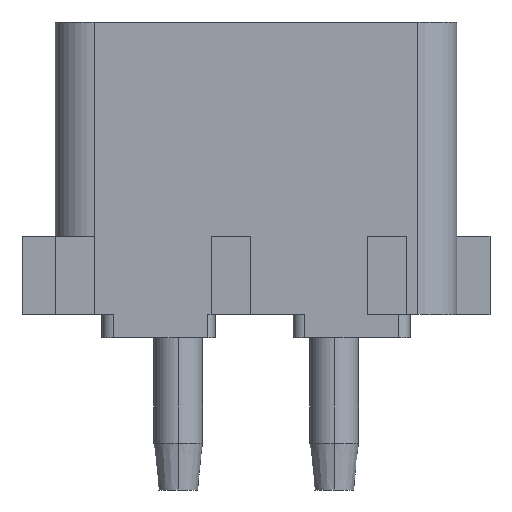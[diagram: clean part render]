
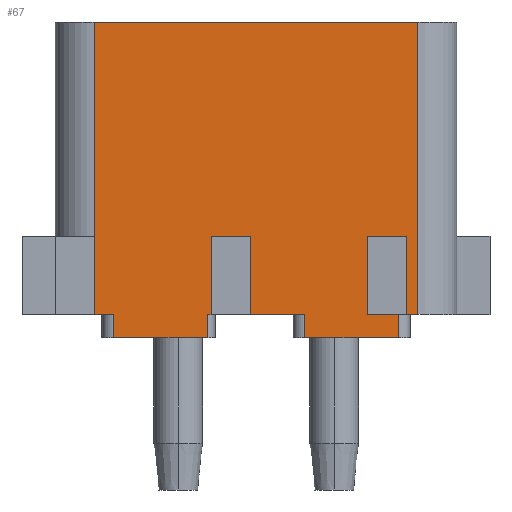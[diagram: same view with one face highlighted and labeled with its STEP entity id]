
A CAD part, front view. The second image highlights one B-rep face of the part: STEP entity #67.
In plain terms, the highlighted planar face has unit normal (0, -1, 0).
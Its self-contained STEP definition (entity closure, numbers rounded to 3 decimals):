
#67=ADVANCED_FACE('',(#231),#232,.T.);
#231=FACE_OUTER_BOUND('',#522,.T.);
#232=PLANE('',#523);
#522=EDGE_LOOP('',(#1118,#1119,#1120,#1121,#1122,#1123,#1124,#1125,#1126,#1127,#1128,#1129,#1130,#1131,#1132,#1133,#1134,#1135,#1136,#1137,#1138));
#523=AXIS2_PLACEMENT_3D('',#1139,#1140,#1141);
#1118=ORIENTED_EDGE('',*,*,#2154,.F.);
#1119=ORIENTED_EDGE('',*,*,#2106,.T.);
#1120=ORIENTED_EDGE('',*,*,#2155,.T.);
#1121=ORIENTED_EDGE('',*,*,#2129,.F.);
#1122=ORIENTED_EDGE('',*,*,#2156,.F.);
#1123=ORIENTED_EDGE('',*,*,#2065,.T.);
#1124=ORIENTED_EDGE('',*,*,#2090,.T.);
#1125=ORIENTED_EDGE('',*,*,#2153,.T.);
#1126=ORIENTED_EDGE('',*,*,#2145,.F.);
#1127=ORIENTED_EDGE('',*,*,#2157,.T.);
#1128=ORIENTED_EDGE('',*,*,#2158,.F.);
#1129=ORIENTED_EDGE('',*,*,#2159,.F.);
#1130=ORIENTED_EDGE('',*,*,#2141,.F.);
#1131=ORIENTED_EDGE('',*,*,#2160,.F.);
#1132=ORIENTED_EDGE('',*,*,#2102,.T.);
#1133=ORIENTED_EDGE('',*,*,#2161,.T.);
#1134=ORIENTED_EDGE('',*,*,#2137,.F.);
#1135=ORIENTED_EDGE('',*,*,#2162,.T.);
#1136=ORIENTED_EDGE('',*,*,#2163,.F.);
#1137=ORIENTED_EDGE('',*,*,#2164,.F.);
#1138=ORIENTED_EDGE('',*,*,#2133,.F.);
#1139=CARTESIAN_POINT('',(-5.271,-4.191,0.0));
#1140=DIRECTION('',(0.0,-1.0,0.0));
#1141=DIRECTION('',(0.0,0.0,-1.0));
#2065=EDGE_CURVE('',#2461,#2459,#2462,.T.);
#2090=EDGE_CURVE('',#2459,#2508,#2509,.T.);
#2102=EDGE_CURVE('',#2525,#2529,#2531,.T.);
#2106=EDGE_CURVE('',#2533,#2537,#2539,.T.);
#2129=EDGE_CURVE('',#2575,#2577,#2578,.T.);
#2133=EDGE_CURVE('',#2583,#2585,#2586,.T.);
#2137=EDGE_CURVE('',#2589,#2591,#2592,.T.);
#2141=EDGE_CURVE('',#2597,#2599,#2600,.T.);
#2145=EDGE_CURVE('',#2603,#2605,#2606,.T.);
#2153=EDGE_CURVE('',#2508,#2605,#2619,.T.);
#2154=EDGE_CURVE('',#2533,#2583,#2620,.T.);
#2155=EDGE_CURVE('',#2537,#2577,#2621,.T.);
#2156=EDGE_CURVE('',#2461,#2575,#2622,.T.);
#2157=EDGE_CURVE('',#2603,#2623,#2624,.T.);
#2158=EDGE_CURVE('',#2625,#2623,#2626,.T.);
#2159=EDGE_CURVE('',#2599,#2625,#2627,.T.);
#2160=EDGE_CURVE('',#2525,#2597,#2628,.T.);
#2161=EDGE_CURVE('',#2529,#2591,#2629,.T.);
#2162=EDGE_CURVE('',#2589,#2630,#2631,.T.);
#2163=EDGE_CURVE('',#2632,#2630,#2633,.T.);
#2164=EDGE_CURVE('',#2585,#2632,#2634,.T.);
#2459=VERTEX_POINT('',#3074);
#2461=VERTEX_POINT('',#3076);
#2462=LINE('',#3077,#3078);
#2508=VERTEX_POINT('',#3144);
#2509=LINE('',#3145,#3146);
#2525=VERTEX_POINT('',#3169);
#2529=VERTEX_POINT('',#3175);
#2531=LINE('',#3178,#3179);
#2533=VERTEX_POINT('',#3181);
#2537=VERTEX_POINT('',#3187);
#2539=LINE('',#3190,#3191);
#2575=VERTEX_POINT('',#3243);
#2577=VERTEX_POINT('',#3245);
#2578=LINE('',#3246,#3247);
#2583=VERTEX_POINT('',#3254);
#2585=VERTEX_POINT('',#3257);
#2586=LINE('',#3258,#3259);
#2589=VERTEX_POINT('',#3263);
#2591=VERTEX_POINT('',#3265);
#2592=LINE('',#3266,#3267);
#2597=VERTEX_POINT('',#3274);
#2599=VERTEX_POINT('',#3277);
#2600=LINE('',#3278,#3279);
#2603=VERTEX_POINT('',#3283);
#2605=VERTEX_POINT('',#3285);
#2606=LINE('',#3286,#3287);
#2619=LINE('',#3303,#3304);
#2620=LINE('',#3305,#3306);
#2621=LINE('',#3307,#3308);
#2622=LINE('',#3309,#3310);
#2623=VERTEX_POINT('',#3311);
#2624=LINE('',#3312,#3313);
#2625=VERTEX_POINT('',#3314);
#2626=LINE('',#3315,#3316);
#2627=LINE('',#3317,#3318);
#2628=LINE('',#3319,#3320);
#2629=LINE('',#3321,#3322);
#2630=VERTEX_POINT('',#3323);
#2631=LINE('',#3324,#3325);
#2632=VERTEX_POINT('',#3326);
#2633=LINE('',#3327,#3328);
#2634=LINE('',#3329,#3330);
#3074=CARTESIAN_POINT('',(-5.271,-4.191,0.0));
#3076=CARTESIAN_POINT('',(5.271,-4.191,0.0));
#3077=CARTESIAN_POINT('',(5.271,-4.191,0.0));
#3078=VECTOR('',#3929,10.541);
#3144=CARTESIAN_POINT('',(-5.271,-4.191,-6.985));
#3145=CARTESIAN_POINT('',(-5.271,-4.191,0.0));
#3146=VECTOR('',#3962,6.985);
#3169=CARTESIAN_POINT('',(-1.461,-4.191,-6.985));
#3175=CARTESIAN_POINT('',(-0.191,-4.191,-6.985));
#3178=CARTESIAN_POINT('',(-1.461,-4.191,-6.985));
#3179=VECTOR('',#3976,1.27);
#3181=CARTESIAN_POINT('',(3.62,-4.191,-6.985));
#3187=CARTESIAN_POINT('',(4.89,-4.191,-6.985));
#3190=CARTESIAN_POINT('',(3.62,-4.191,-6.985));
#3191=VECTOR('',#3980,1.27);
#3243=CARTESIAN_POINT('',(5.271,-4.191,-9.525));
#3245=CARTESIAN_POINT('',(4.89,-4.191,-9.525));
#3246=CARTESIAN_POINT('',(5.271,-4.191,-9.525));
#3247=VECTOR('',#4015,0.381);
#3254=CARTESIAN_POINT('',(3.62,-4.191,-9.525));
#3257=CARTESIAN_POINT('',(4.636,-4.191,-9.525));
#3258=CARTESIAN_POINT('',(3.62,-4.191,-9.525));
#3259=VECTOR('',#4019,1.016);
#3263=CARTESIAN_POINT('',(1.588,-4.191,-9.525));
#3265=CARTESIAN_POINT('',(-0.191,-4.191,-9.525));
#3266=CARTESIAN_POINT('',(1.588,-4.191,-9.525));
#3267=VECTOR('',#4027,1.778);
#3274=CARTESIAN_POINT('',(-1.461,-4.191,-9.525));
#3277=CARTESIAN_POINT('',(-1.588,-4.191,-9.525));
#3278=CARTESIAN_POINT('',(-1.461,-4.191,-9.525));
#3279=VECTOR('',#4031,0.127);
#3283=CARTESIAN_POINT('',(-4.636,-4.191,-9.525));
#3285=CARTESIAN_POINT('',(-5.271,-4.191,-9.525));
#3286=CARTESIAN_POINT('',(-4.636,-4.191,-9.525));
#3287=VECTOR('',#4039,0.635);
#3303=CARTESIAN_POINT('',(-5.271,-4.191,-6.985));
#3304=VECTOR('',#4055,2.54);
#3305=CARTESIAN_POINT('',(3.62,-4.191,-6.985));
#3306=VECTOR('',#4056,2.54);
#3307=CARTESIAN_POINT('',(4.89,-4.191,-6.985));
#3308=VECTOR('',#4057,2.54);
#3309=CARTESIAN_POINT('',(5.271,-4.191,0.0));
#3310=VECTOR('',#4058,9.525);
#3311=CARTESIAN_POINT('',(-4.636,-4.191,-10.287));
#3312=CARTESIAN_POINT('',(-4.636,-4.191,-9.525));
#3313=VECTOR('',#4059,0.762);
#3314=CARTESIAN_POINT('',(-1.588,-4.191,-10.287));
#3315=CARTESIAN_POINT('',(-1.588,-4.191,-10.287));
#3316=VECTOR('',#4060,3.048);
#3317=CARTESIAN_POINT('',(-1.588,-4.191,-9.525));
#3318=VECTOR('',#4061,0.762);
#3319=CARTESIAN_POINT('',(-1.461,-4.191,-6.985));
#3320=VECTOR('',#4062,2.54);
#3321=CARTESIAN_POINT('',(-0.191,-4.191,-6.985));
#3322=VECTOR('',#4063,2.54);
#3323=CARTESIAN_POINT('',(1.588,-4.191,-10.287));
#3324=CARTESIAN_POINT('',(1.588,-4.191,-9.525));
#3325=VECTOR('',#4064,0.762);
#3326=CARTESIAN_POINT('',(4.636,-4.191,-10.287));
#3327=CARTESIAN_POINT('',(4.636,-4.191,-10.287));
#3328=VECTOR('',#4065,3.048);
#3329=CARTESIAN_POINT('',(4.636,-4.191,-9.525));
#3330=VECTOR('',#4066,0.762);
#3929=DIRECTION('',(-1.0,0.0,0.0));
#3962=DIRECTION('',(0.0,0.0,-1.0));
#3976=DIRECTION('',(1.0,0.0,0.0));
#3980=DIRECTION('',(1.0,0.0,0.0));
#4015=DIRECTION('',(-1.0,0.0,0.0));
#4019=DIRECTION('',(1.0,0.0,0.0));
#4027=DIRECTION('',(-1.0,0.0,0.0));
#4031=DIRECTION('',(-1.0,0.0,0.0));
#4039=DIRECTION('',(-1.0,0.0,0.0));
#4055=DIRECTION('',(0.0,0.0,-1.0));
#4056=DIRECTION('',(0.0,0.0,-1.0));
#4057=DIRECTION('',(0.0,0.0,-1.0));
#4058=DIRECTION('',(0.0,0.0,-1.0));
#4059=DIRECTION('',(0.0,0.0,-1.0));
#4060=DIRECTION('',(-1.0,0.0,0.0));
#4061=DIRECTION('',(0.0,0.0,-1.0));
#4062=DIRECTION('',(0.0,0.0,-1.0));
#4063=DIRECTION('',(0.0,0.0,-1.0));
#4064=DIRECTION('',(0.0,0.0,-1.0));
#4065=DIRECTION('',(-1.0,0.0,0.0));
#4066=DIRECTION('',(0.0,0.0,-1.0));
